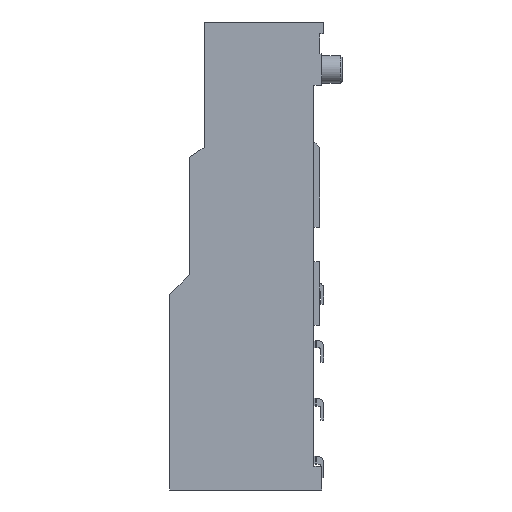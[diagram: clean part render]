
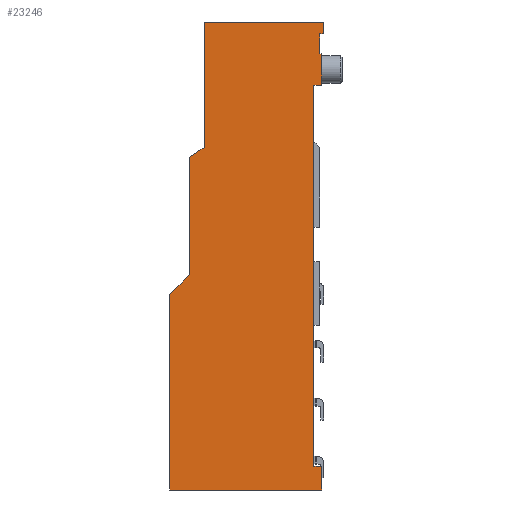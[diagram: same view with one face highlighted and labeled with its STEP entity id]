
A CAD part, left-side view. The second image highlights one B-rep face of the part: STEP entity #23246.
In plain terms, the highlighted planar face has unit normal (-1, 0, 0).
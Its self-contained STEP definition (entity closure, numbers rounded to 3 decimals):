
#1017 = EDGE_CURVE ( 'NONE', #13260, #30204, #25250, .T. ) ;
#1059 = CARTESIAN_POINT ( 'NONE',  ( -11.76, 7.8, -4.8 ) ) ;
#1315 = VECTOR ( 'NONE', #72796, 1000. ) ;
#1417 = CARTESIAN_POINT ( 'NONE',  ( -11.76, 6.05, 9. ) ) ;
#2128 = ORIENTED_EDGE ( 'NONE', *, *, #42050, .T. ) ;
#2167 = LINE ( 'NONE', #44804, #1315 ) ;
#2813 = DIRECTION ( 'NONE',  ( 0., -1., 0. ) ) ;
#3941 = VERTEX_POINT ( 'NONE', #18442 ) ;
#4062 = ORIENTED_EDGE ( 'NONE', *, *, #39932, .T. ) ;
#4584 = ORIENTED_EDGE ( 'NONE', *, *, #23428, .F. ) ;
#5395 = CARTESIAN_POINT ( 'NONE',  ( -11.76, 0.1, -14.7 ) ) ;
#6179 = CARTESIAN_POINT ( 'NONE',  ( -11.76, 6.8, 2.15 ) ) ;
#6739 = CARTESIAN_POINT ( 'NONE',  ( -11.76, 0.1, -13.5 ) ) ;
#6934 = EDGE_CURVE ( 'NONE', #30204, #53644, #27737, .T. ) ;
#7043 = EDGE_CURVE ( 'NONE', #11455, #19559, #42650, .T. ) ;
#7342 = ORIENTED_EDGE ( 'NONE', *, *, #36910, .T. ) ;
#8198 = LINE ( 'NONE', #5395, #46832 ) ;
#8796 = ORIENTED_EDGE ( 'NONE', *, *, #46528, .T. ) ;
#9203 = ORIENTED_EDGE ( 'NONE', *, *, #6934, .T. ) ;
#9627 = AXIS2_PLACEMENT_3D ( 'NONE', #38846, #28051, #67334 ) ;
#9900 = EDGE_CURVE ( 'NONE', #19559, #12532, #15926, .T. ) ;
#10669 = DIRECTION ( 'NONE',  ( 0., 0., -1. ) ) ;
#10872 = VECTOR ( 'NONE', #56709, 1000. ) ;
#11455 = VERTEX_POINT ( 'NONE', #53175 ) ;
#11480 = CARTESIAN_POINT ( 'NONE',  ( -11.76, 0., 9. ) ) ;
#12532 = VERTEX_POINT ( 'NONE', #13209 ) ;
#12824 = VECTOR ( 'NONE', #44796, 1000. ) ;
#12924 = LINE ( 'NONE', #52906, #72617 ) ;
#13159 = VECTOR ( 'NONE', #51408, 1000. ) ;
#13209 = CARTESIAN_POINT ( 'NONE',  ( -11.76, 0.1, 5.8 ) ) ;
#13260 = VERTEX_POINT ( 'NONE', #21937 ) ;
#13753 = CARTESIAN_POINT ( 'NONE',  ( -11.76, 0.5, -13.5 ) ) ;
#14289 = VECTOR ( 'NONE', #28140, 1000. ) ;
#14571 = VECTOR ( 'NONE', #23974, 1000. ) ;
#15348 = VECTOR ( 'NONE', #61835, 1000. ) ;
#15926 = LINE ( 'NONE', #48221, #50187 ) ;
#16048 = ORIENTED_EDGE ( 'NONE', *, *, #48982, .F. ) ;
#18442 = CARTESIAN_POINT ( 'NONE',  ( -11.76, 6.8, -3.8 ) ) ;
#18955 = VECTOR ( 'NONE', #38445, 1000. ) ;
#19559 = VERTEX_POINT ( 'NONE', #54524 ) ;
#20509 = EDGE_LOOP ( 'NONE', ( #25705, #16048, #2128, #31580, #20733, #4584, #21599, #4062, #40523, #45655, #9203, #38101, #8796, #7342, #42381, #72235 ) ) ;
#20733 = ORIENTED_EDGE ( 'NONE', *, *, #7043, .F. ) ;
#21599 = ORIENTED_EDGE ( 'NONE', *, *, #72135, .T. ) ;
#21937 = CARTESIAN_POINT ( 'NONE',  ( -11.76, 6.05, 9. ) ) ;
#23071 = DIRECTION ( 'NONE',  ( 0., 0., -1. ) ) ;
#23246 = ADVANCED_FACE ( 'NONE', ( #69000 ), #67817, .F. ) ;
#23428 = EDGE_CURVE ( 'NONE', #72311, #11455, #63709, .T. ) ;
#23762 = EDGE_CURVE ( 'NONE', #13260, #29788, #67087, .T. ) ;
#23974 = DIRECTION ( 'NONE',  ( 0., 0.707, -0.707 ) ) ;
#24289 = VERTEX_POINT ( 'NONE', #34290 ) ;
#25250 = LINE ( 'NONE', #1417, #41898 ) ;
#25705 = ORIENTED_EDGE ( 'NONE', *, *, #32678, .F. ) ;
#27737 = LINE ( 'NONE', #49227, #18955 ) ;
#27966 = CARTESIAN_POINT ( 'NONE',  ( -11.76, 6.8, 2.15 ) ) ;
#28051 = DIRECTION ( 'NONE',  ( 1., 0., 0. ) ) ;
#28140 = DIRECTION ( 'NONE',  ( 0., -1., 0. ) ) ;
#28154 = CARTESIAN_POINT ( 'NONE',  ( -11.76, 0.2, 5.8 ) ) ;
#28222 = EDGE_CURVE ( 'NONE', #24289, #54043, #48532, .T. ) ;
#29788 = VERTEX_POINT ( 'NONE', #11480 ) ;
#30204 = VERTEX_POINT ( 'NONE', #54633 ) ;
#31580 = ORIENTED_EDGE ( 'NONE', *, *, #9900, .F. ) ;
#31932 = CARTESIAN_POINT ( 'NONE',  ( -11.76, 0.1, -14.7 ) ) ;
#32085 = VECTOR ( 'NONE', #46927, 1000. ) ;
#32252 = EDGE_CURVE ( 'NONE', #40077, #54043, #8198, .T. ) ;
#32678 = EDGE_CURVE ( 'NONE', #35190, #40077, #42336, .T. ) ;
#33044 = CARTESIAN_POINT ( 'NONE',  ( -11.76, 0., 8.4 ) ) ;
#34290 = CARTESIAN_POINT ( 'NONE',  ( -11.76, 7.8, -14.7 ) ) ;
#35190 = VERTEX_POINT ( 'NONE', #13753 ) ;
#35322 = VECTOR ( 'NONE', #37231, 1000. ) ;
#36283 = LINE ( 'NONE', #54183, #72259 ) ;
#36391 = LINE ( 'NONE', #27966, #15348 ) ;
#36910 = EDGE_CURVE ( 'NONE', #43391, #24289, #53583, .T. ) ;
#37231 = DIRECTION ( 'NONE',  ( 0., -1., 0. ) ) ;
#38101 = ORIENTED_EDGE ( 'NONE', *, *, #54245, .T. ) ;
#38445 = DIRECTION ( 'NONE',  ( 0., 0.832, -0.555 ) ) ;
#38846 = CARTESIAN_POINT ( 'NONE',  ( -11.76, 5.35, -14.7 ) ) ;
#39932 = EDGE_CURVE ( 'NONE', #53082, #29788, #2167, .T. ) ;
#40077 = VERTEX_POINT ( 'NONE', #6739 ) ;
#40523 = ORIENTED_EDGE ( 'NONE', *, *, #23762, .F. ) ;
#41898 = VECTOR ( 'NONE', #45582, 1000. ) ;
#42050 = EDGE_CURVE ( 'NONE', #60981, #12532, #46595, .T. ) ;
#42336 = LINE ( 'NONE', #54433, #35322 ) ;
#42381 = ORIENTED_EDGE ( 'NONE', *, *, #28222, .T. ) ;
#42650 = LINE ( 'NONE', #66912, #12824 ) ;
#43391 = VERTEX_POINT ( 'NONE', #69473 ) ;
#44564 = CARTESIAN_POINT ( 'NONE',  ( -11.76, 0.5, 5.8 ) ) ;
#44796 = DIRECTION ( 'NONE',  ( 0., -1., 0. ) ) ;
#44804 = CARTESIAN_POINT ( 'NONE',  ( -11.76, 0., -14.7 ) ) ;
#45582 = DIRECTION ( 'NONE',  ( 0., 0., -1. ) ) ;
#45655 = ORIENTED_EDGE ( 'NONE', *, *, #1017, .T. ) ;
#46528 = EDGE_CURVE ( 'NONE', #3941, #43391, #53237, .T. ) ;
#46595 = LINE ( 'NONE', #28154, #51919 ) ;
#46832 = VECTOR ( 'NONE', #23071, 1000. ) ;
#46927 = DIRECTION ( 'NONE',  ( 0., 0., -1. ) ) ;
#48221 = CARTESIAN_POINT ( 'NONE',  ( -11.76, 0.1, 7.4 ) ) ;
#48532 = LINE ( 'NONE', #61773, #14289 ) ;
#48982 = EDGE_CURVE ( 'NONE', #60981, #35190, #36283, .T. ) ;
#49227 = CARTESIAN_POINT ( 'NONE',  ( -11.76, 6.05, 2.65 ) ) ;
#50187 = VECTOR ( 'NONE', #10669, 1000. ) ;
#51408 = DIRECTION ( 'NONE',  ( 0., 0., -1. ) ) ;
#51919 = VECTOR ( 'NONE', #67448, 1000. ) ;
#52906 = CARTESIAN_POINT ( 'NONE',  ( -11.76, 0.2, 8.4 ) ) ;
#52921 = CARTESIAN_POINT ( 'NONE',  ( -11.76, 6.8, -3.8 ) ) ;
#53082 = VERTEX_POINT ( 'NONE', #33044 ) ;
#53175 = CARTESIAN_POINT ( 'NONE',  ( -11.76, 0.2, 7.4 ) ) ;
#53237 = LINE ( 'NONE', #52921, #14571 ) ;
#53583 = LINE ( 'NONE', #1059, #13159 ) ;
#53644 = VERTEX_POINT ( 'NONE', #6179 ) ;
#54043 = VERTEX_POINT ( 'NONE', #31932 ) ;
#54183 = CARTESIAN_POINT ( 'NONE',  ( -11.76, 0.5, 5.8 ) ) ;
#54245 = EDGE_CURVE ( 'NONE', #53644, #3941, #36391, .T. ) ;
#54433 = CARTESIAN_POINT ( 'NONE',  ( -11.76, 0.2, -13.5 ) ) ;
#54524 = CARTESIAN_POINT ( 'NONE',  ( -11.76, 0.1, 7.4 ) ) ;
#54633 = CARTESIAN_POINT ( 'NONE',  ( -11.76, 6.05, 2.65 ) ) ;
#56709 = DIRECTION ( 'NONE',  ( 0., -1., 0. ) ) ;
#60981 = VERTEX_POINT ( 'NONE', #44564 ) ;
#61623 = CARTESIAN_POINT ( 'NONE',  ( -11.76, 5.35, 9. ) ) ;
#61773 = CARTESIAN_POINT ( 'NONE',  ( -11.76, 5.35, -14.7 ) ) ;
#61835 = DIRECTION ( 'NONE',  ( 0., 0., -1. ) ) ;
#63653 = CARTESIAN_POINT ( 'NONE',  ( -11.76, 0.2, 8.4 ) ) ;
#63709 = LINE ( 'NONE', #63653, #32085 ) ;
#65153 = CARTESIAN_POINT ( 'NONE',  ( -11.76, 0.2, 8.4 ) ) ;
#66182 = DIRECTION ( 'NONE',  ( 0., 0., -1. ) ) ;
#66912 = CARTESIAN_POINT ( 'NONE',  ( -11.76, 0.2, 7.4 ) ) ;
#67087 = LINE ( 'NONE', #61623, #10872 ) ;
#67334 = DIRECTION ( 'NONE',  ( 0., 1., 0. ) ) ;
#67448 = DIRECTION ( 'NONE',  ( 0., -1., 0. ) ) ;
#67817 = PLANE ( 'NONE',  #9627 ) ;
#69000 = FACE_OUTER_BOUND ( 'NONE', #20509, .T. ) ;
#69473 = CARTESIAN_POINT ( 'NONE',  ( -11.76, 7.8, -4.8 ) ) ;
#72135 = EDGE_CURVE ( 'NONE', #72311, #53082, #12924, .T. ) ;
#72235 = ORIENTED_EDGE ( 'NONE', *, *, #32252, .F. ) ;
#72259 = VECTOR ( 'NONE', #66182, 1000. ) ;
#72311 = VERTEX_POINT ( 'NONE', #65153 ) ;
#72617 = VECTOR ( 'NONE', #2813, 1000. ) ;
#72796 = DIRECTION ( 'NONE',  ( 0., 0., 1. ) ) ;
